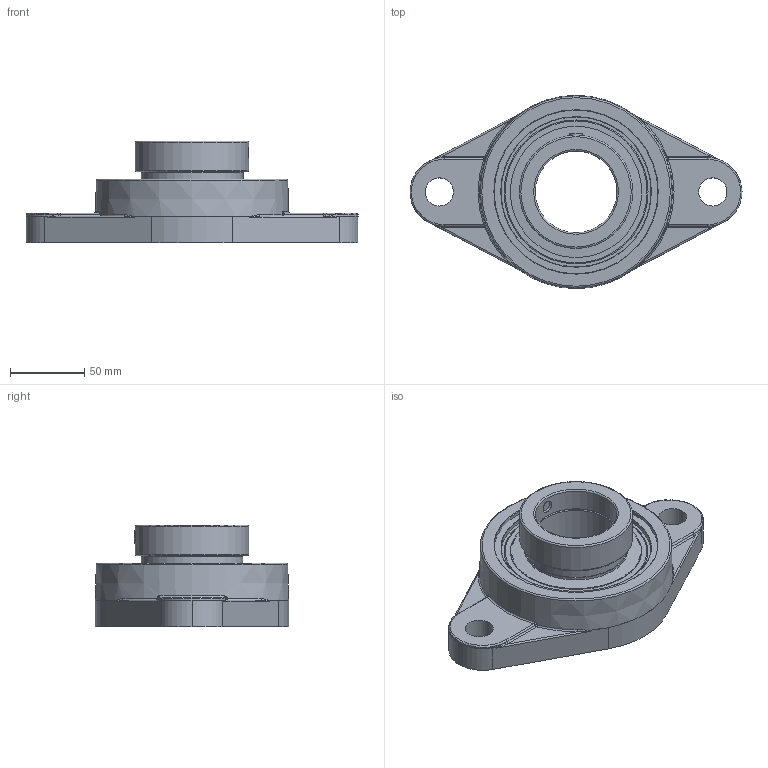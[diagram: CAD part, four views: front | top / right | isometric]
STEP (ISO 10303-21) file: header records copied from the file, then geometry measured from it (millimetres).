
FILE_DESCRIPTION(('HOOPS Exchange Step'),'2;1');
FILE_NAME('export-2732982A-C24E-4BC2-A38F-455168A5727C.stp','2020-05-15T14:24:36-07:00',('dkerr'),('Alibre'),'HOOPS Exchange 2020.0','Alibre','Unknown authorisation');
FILE_SCHEMA( ('AP242_MANAGED_MODEL_BASED_3D_ENGINEERING_MIM_LF {1 0 10303 442 1 1 4 }') );
Length unit declared in the file: inch
Products named in the file (8): MRN SFLM L4L 211; SNC 211 (Ball Bearing); SNC 211 (Shield); SNC 211 (Setscrew); SNC 211 (Collar); SNC 211 L4L (55mm) (Race); MRN SNC 211 L4L (55mm); MRN SNCFLM 211 L4L (55mm)
Assembly tree (8 placements, depth 3):
  MRN SNCFLM 211 L4L (55mm)
    MRN SFLM L4L 211
    MRN SNC 211 L4L (55mm)
      SNC 211 (Ball Bearing)
      SNC 211 (Shield)  x2
      SNC 211 (Setscrew)
      SNC 211 (Collar)
      SNC 211 L4L (55mm) (Race)
Bounding box: 223.32 x 130 x 68.6 mm (x, y, z)
Volume: 472949.8 mm3; surface area: 128378.3 mm2
Topology: 17 solids, 17 shells, 182 faces, 475 edges, 302 vertices
Faces by surface type: cylinder 55, plane 49, torus 28, sphere 21, bspline 16, cone 13
Full cylindrical faces by diameter (mm): 8.382 x3, 19 x2, 55 x2, 64.973 x2, 68.58 x4, 69.342 x2, 76.2 x1, 87.884 x2, 88.392 x2, 100.825 x1, 102.825 x1, 110.1 x1
Entity records: 16630 total; most frequent: CARTESIAN_POINT 12160, DIRECTION 956, ORIENTED_EDGE 852, EDGE_CURVE 426, AXIS2_PLACEMENT_3D 418, VERTEX_POINT 288, CIRCLE 235, EDGE_LOOP 196
